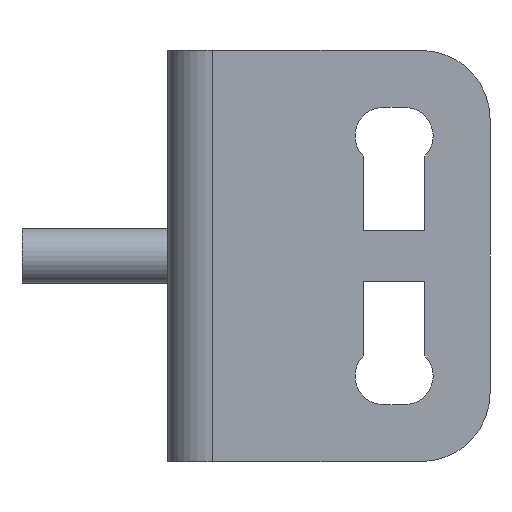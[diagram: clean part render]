
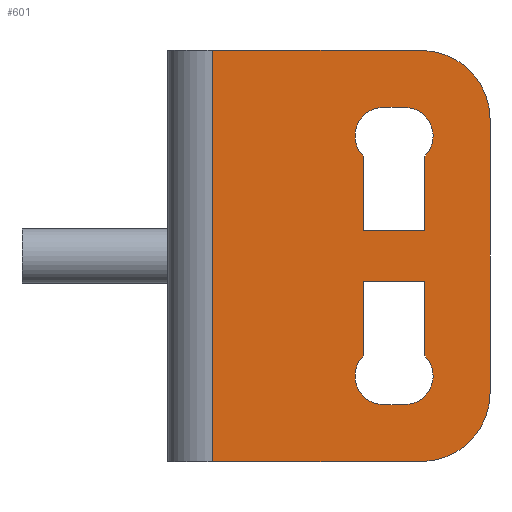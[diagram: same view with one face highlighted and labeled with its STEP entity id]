
A CAD part, front view. The second image highlights one B-rep face of the part: STEP entity #601.
In plain terms, the highlighted planar face has unit normal (0, -1, 0).
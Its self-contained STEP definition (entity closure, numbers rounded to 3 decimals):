
#3 = CARTESIAN_POINT ( 'NONE',  ( 6.5, -26.5, 30. ) ) ;
#4 = VERTEX_POINT ( 'NONE', #90 ) ;
#16 = EDGE_LOOP ( 'NONE', ( #174, #999, #212, #751, #680, #1102 ) ) ;
#25 = CARTESIAN_POINT ( 'NONE',  ( 47., -26.5, 30. ) ) ;
#30 = VERTEX_POINT ( 'NONE', #524 ) ;
#43 = VERTEX_POINT ( 'NONE', #423 ) ;
#46 = CARTESIAN_POINT ( 'NONE',  ( 47., -26.5, -20. ) ) ;
#63 = ORIENTED_EDGE ( 'NONE', *, *, #1122, .T. ) ;
#65 = VERTEX_POINT ( 'NONE', #46 ) ;
#77 = VECTOR ( 'NONE', #451, 1000. ) ;
#79 = VERTEX_POINT ( 'NONE', #888 ) ;
#85 = AXIS2_PLACEMENT_3D ( 'NONE', #682, #99, #679 ) ;
#89 = EDGE_CURVE ( 'NONE', #378, #43, #698, .T. ) ;
#90 = CARTESIAN_POINT ( 'NONE',  ( 31.5, -26.5, -21.7 ) ) ;
#99 = DIRECTION ( 'NONE',  ( 0., 1., 0. ) ) ;
#102 = VERTEX_POINT ( 'NONE', #1173 ) ;
#116 = EDGE_CURVE ( 'NONE', #431, #542, #359, .T. ) ;
#117 = CIRCLE ( 'NONE', #379, 4.2 ) ;
#127 = VERTEX_POINT ( 'NONE', #736 ) ;
#131 = AXIS2_PLACEMENT_3D ( 'NONE', #236, #421, #896 ) ;
#147 = VERTEX_POINT ( 'NONE', #345 ) ;
#154 = ORIENTED_EDGE ( 'NONE', *, *, #357, .T. ) ;
#155 = CIRCLE ( 'NONE', #131, 4.2 ) ;
#160 = ORIENTED_EDGE ( 'NONE', *, *, #660, .T. ) ;
#161 = CARTESIAN_POINT ( 'NONE',  ( 6.5, -26.5, 30. ) ) ;
#171 = VERTEX_POINT ( 'NONE', #1180 ) ;
#174 = ORIENTED_EDGE ( 'NONE', *, *, #1048, .T. ) ;
#193 = VECTOR ( 'NONE', #726, 1000. ) ;
#202 = CARTESIAN_POINT ( 'NONE',  ( 47., -26.5, 3.7 ) ) ;
#204 = EDGE_CURVE ( 'NONE', #4, #431, #251, .T. ) ;
#212 = ORIENTED_EDGE ( 'NONE', *, *, #772, .T. ) ;
#215 = FACE_OUTER_BOUND ( 'NONE', #16, .T. ) ;
#225 = VECTOR ( 'NONE', #645, 1000. ) ;
#227 = VERTEX_POINT ( 'NONE', #1197 ) ;
#228 = CARTESIAN_POINT ( 'NONE',  ( 37., -26.5, 30. ) ) ;
#233 = CARTESIAN_POINT ( 'NONE',  ( 37., -26.5, 20. ) ) ;
#234 = DIRECTION ( 'NONE',  ( 0., 0., -1. ) ) ;
#236 = CARTESIAN_POINT ( 'NONE',  ( 31.5, -26.5, 17.5 ) ) ;
#241 = LINE ( 'NONE', #994, #193 ) ;
#251 = CIRCLE ( 'NONE', #845, 4.2 ) ;
#257 = CIRCLE ( 'NONE', #1097, 10. ) ;
#290 = VECTOR ( 'NONE', #543, 1000. ) ;
#295 = CARTESIAN_POINT ( 'NONE',  ( 31.5, -26.5, 21.7 ) ) ;
#307 = ORIENTED_EDGE ( 'NONE', *, *, #472, .T. ) ;
#308 = DIRECTION ( 'NONE',  ( 0., -1., 0. ) ) ;
#340 = VECTOR ( 'NONE', #764, 1000. ) ;
#345 = CARTESIAN_POINT ( 'NONE',  ( 37.5, -26.5, -14.561 ) ) ;
#348 = EDGE_CURVE ( 'NONE', #542, #102, #926, .T. ) ;
#349 = LINE ( 'NONE', #436, #701 ) ;
#357 = EDGE_CURVE ( 'NONE', #386, #1139, #566, .T. ) ;
#359 = LINE ( 'NONE', #706, #588 ) ;
#377 = DIRECTION ( 'NONE',  ( 0., 1., 0. ) ) ;
#378 = VERTEX_POINT ( 'NONE', #295 ) ;
#379 = AXIS2_PLACEMENT_3D ( 'NONE', #663, #377, #760 ) ;
#386 = VERTEX_POINT ( 'NONE', #493 ) ;
#403 = DIRECTION ( 'NONE',  ( 0., 0., -1. ) ) ;
#404 = VECTOR ( 'NONE', #534, 1000. ) ;
#407 = EDGE_LOOP ( 'NONE', ( #63, #453, #1032, #507, #871, #160 ) ) ;
#421 = DIRECTION ( 'NONE',  ( 0., 1., 0. ) ) ;
#423 = CARTESIAN_POINT ( 'NONE',  ( 34.5, -26.5, 21.7 ) ) ;
#431 = VERTEX_POINT ( 'NONE', #593 ) ;
#436 = CARTESIAN_POINT ( 'NONE',  ( 47., -26.5, 30. ) ) ;
#451 = DIRECTION ( 'NONE',  ( 0., 0., 1. ) ) ;
#453 = ORIENTED_EDGE ( 'NONE', *, *, #1011, .T. ) ;
#454 = CARTESIAN_POINT ( 'NONE',  ( 28.5, -26.5, 3.7 ) ) ;
#461 = CARTESIAN_POINT ( 'NONE',  ( 47., -26.5, -3.7 ) ) ;
#472 = EDGE_CURVE ( 'NONE', #43, #227, #1210, .T. ) ;
#493 = CARTESIAN_POINT ( 'NONE',  ( 37.5, -26.5, 3.7 ) ) ;
#507 = ORIENTED_EDGE ( 'NONE', *, *, #116, .T. ) ;
#508 = DIRECTION ( 'NONE',  ( 0., -1., 0. ) ) ;
#513 = EDGE_CURVE ( 'NONE', #762, #65, #257, .T. ) ;
#520 = LINE ( 'NONE', #3, #1220 ) ;
#524 = CARTESIAN_POINT ( 'NONE',  ( 6.5, -26.5, -30. ) ) ;
#527 = VECTOR ( 'NONE', #234, 1000. ) ;
#528 = ORIENTED_EDGE ( 'NONE', *, *, #852, .T. ) ;
#532 = DIRECTION ( 'NONE',  ( 0., 0., 1. ) ) ;
#534 = DIRECTION ( 'NONE',  ( 0., 0., -1. ) ) ;
#542 = VERTEX_POINT ( 'NONE', #1153 ) ;
#543 = DIRECTION ( 'NONE',  ( -1., 0., 0. ) ) ;
#553 = DIRECTION ( 'NONE',  ( 0., 0., -1. ) ) ;
#566 = LINE ( 'NONE', #202, #340 ) ;
#588 = VECTOR ( 'NONE', #532, 1000. ) ;
#589 = LINE ( 'NONE', #809, #527 ) ;
#593 = CARTESIAN_POINT ( 'NONE',  ( 28.5, -26.5, -14.561 ) ) ;
#601 = ADVANCED_FACE ( 'NONE', ( #732, #878, #215 ), #880, .T. ) ;
#607 = AXIS2_PLACEMENT_3D ( 'NONE', #233, #890, #981 ) ;
#613 = VERTEX_POINT ( 'NONE', #228 ) ;
#630 = EDGE_CURVE ( 'NONE', #171, #613, #918, .T. ) ;
#635 = LINE ( 'NONE', #832, #290 ) ;
#645 = DIRECTION ( 'NONE',  ( 1., 0., 0. ) ) ;
#660 = EDGE_CURVE ( 'NONE', #102, #147, #820, .T. ) ;
#663 = CARTESIAN_POINT ( 'NONE',  ( 34.5, -26.5, -17.5 ) ) ;
#676 = EDGE_CURVE ( 'NONE', #79, #378, #155, .T. ) ;
#679 = DIRECTION ( 'NONE',  ( 0., 0., -1. ) ) ;
#680 = ORIENTED_EDGE ( 'NONE', *, *, #867, .T. ) ;
#682 = CARTESIAN_POINT ( 'NONE',  ( 34.5, -26.5, 17.5 ) ) ;
#698 = LINE ( 'NONE', #1073, #1030 ) ;
#701 = VECTOR ( 'NONE', #1171, 1000. ) ;
#706 = CARTESIAN_POINT ( 'NONE',  ( 28.5, -26.5, 30. ) ) ;
#726 = DIRECTION ( 'NONE',  ( -1., 0., 0. ) ) ;
#732 = FACE_BOUND ( 'NONE', #776, .T. ) ;
#736 = CARTESIAN_POINT ( 'NONE',  ( 34.5, -26.5, -21.7 ) ) ;
#747 = ORIENTED_EDGE ( 'NONE', *, *, #676, .T. ) ;
#751 = ORIENTED_EDGE ( 'NONE', *, *, #630, .T. ) ;
#760 = DIRECTION ( 'NONE',  ( 0., 0., -1. ) ) ;
#762 = VERTEX_POINT ( 'NONE', #906 ) ;
#764 = DIRECTION ( 'NONE',  ( -1., 0., 0. ) ) ;
#772 = EDGE_CURVE ( 'NONE', #65, #171, #349, .T. ) ;
#776 = EDGE_LOOP ( 'NONE', ( #747, #1095, #307, #894, #154, #528 ) ) ;
#792 = DIRECTION ( 'NONE',  ( 0., 0., -1. ) ) ;
#808 = CARTESIAN_POINT ( 'NONE',  ( 37.5, -26.5, 30. ) ) ;
#809 = CARTESIAN_POINT ( 'NONE',  ( 37.5, -26.5, 30. ) ) ;
#820 = LINE ( 'NONE', #808, #404 ) ;
#824 = CARTESIAN_POINT ( 'NONE',  ( 31.5, -26.5, -17.5 ) ) ;
#832 = CARTESIAN_POINT ( 'NONE',  ( 47., -26.5, 30. ) ) ;
#845 = AXIS2_PLACEMENT_3D ( 'NONE', #824, #992, #553 ) ;
#852 = EDGE_CURVE ( 'NONE', #1139, #79, #1149, .T. ) ;
#867 = EDGE_CURVE ( 'NONE', #613, #1001, #635, .T. ) ;
#871 = ORIENTED_EDGE ( 'NONE', *, *, #348, .T. ) ;
#877 = EDGE_CURVE ( 'NONE', #227, #386, #589, .T. ) ;
#878 = FACE_BOUND ( 'NONE', #407, .T. ) ;
#880 = PLANE ( 'NONE',  #1014 ) ;
#888 = CARTESIAN_POINT ( 'NONE',  ( 28.5, -26.5, 14.561 ) ) ;
#890 = DIRECTION ( 'NONE',  ( 0., -1., 0. ) ) ;
#894 = ORIENTED_EDGE ( 'NONE', *, *, #877, .T. ) ;
#896 = DIRECTION ( 'NONE',  ( 0., 0., -1. ) ) ;
#906 = CARTESIAN_POINT ( 'NONE',  ( 37., -26.5, -30. ) ) ;
#918 = CIRCLE ( 'NONE', #607, 10. ) ;
#926 = LINE ( 'NONE', #461, #1141 ) ;
#973 = DIRECTION ( 'NONE',  ( 1., 0., 0. ) ) ;
#981 = DIRECTION ( 'NONE',  ( 0., 0., 1. ) ) ;
#992 = DIRECTION ( 'NONE',  ( 0., 1., 0. ) ) ;
#994 = CARTESIAN_POINT ( 'NONE',  ( 47., -26.5, -21.7 ) ) ;
#999 = ORIENTED_EDGE ( 'NONE', *, *, #513, .T. ) ;
#1001 = VERTEX_POINT ( 'NONE', #161 ) ;
#1003 = CARTESIAN_POINT ( 'NONE',  ( 28.5, -26.5, 30. ) ) ;
#1011 = EDGE_CURVE ( 'NONE', #127, #4, #241, .T. ) ;
#1014 = AXIS2_PLACEMENT_3D ( 'NONE', #25, #508, #792 ) ;
#1020 = CARTESIAN_POINT ( 'NONE',  ( 47., -26.5, -30. ) ) ;
#1030 = VECTOR ( 'NONE', #973, 1000. ) ;
#1032 = ORIENTED_EDGE ( 'NONE', *, *, #204, .T. ) ;
#1048 = EDGE_CURVE ( 'NONE', #30, #762, #1147, .T. ) ;
#1073 = CARTESIAN_POINT ( 'NONE',  ( 47., -26.5, 21.7 ) ) ;
#1095 = ORIENTED_EDGE ( 'NONE', *, *, #89, .T. ) ;
#1097 = AXIS2_PLACEMENT_3D ( 'NONE', #1148, #308, #403 ) ;
#1102 = ORIENTED_EDGE ( 'NONE', *, *, #1209, .T. ) ;
#1108 = DIRECTION ( 'NONE',  ( 1., 0., 0. ) ) ;
#1114 = DIRECTION ( 'NONE',  ( 0., 0., -1. ) ) ;
#1122 = EDGE_CURVE ( 'NONE', #147, #127, #117, .T. ) ;
#1139 = VERTEX_POINT ( 'NONE', #454 ) ;
#1141 = VECTOR ( 'NONE', #1108, 1000. ) ;
#1147 = LINE ( 'NONE', #1020, #225 ) ;
#1148 = CARTESIAN_POINT ( 'NONE',  ( 37., -26.5, -20. ) ) ;
#1149 = LINE ( 'NONE', #1003, #77 ) ;
#1153 = CARTESIAN_POINT ( 'NONE',  ( 28.5, -26.5, -3.7 ) ) ;
#1171 = DIRECTION ( 'NONE',  ( 0., 0., 1. ) ) ;
#1173 = CARTESIAN_POINT ( 'NONE',  ( 37.5, -26.5, -3.7 ) ) ;
#1180 = CARTESIAN_POINT ( 'NONE',  ( 47., -26.5, 20. ) ) ;
#1197 = CARTESIAN_POINT ( 'NONE',  ( 37.5, -26.5, 14.561 ) ) ;
#1209 = EDGE_CURVE ( 'NONE', #1001, #30, #520, .T. ) ;
#1210 = CIRCLE ( 'NONE', #85, 4.2 ) ;
#1220 = VECTOR ( 'NONE', #1114, 1000. ) ;
